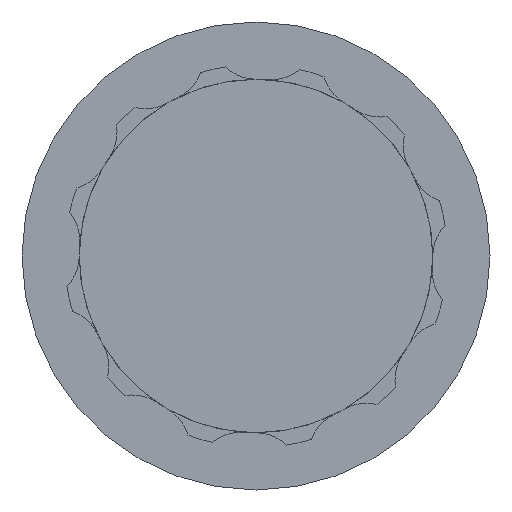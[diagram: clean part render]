
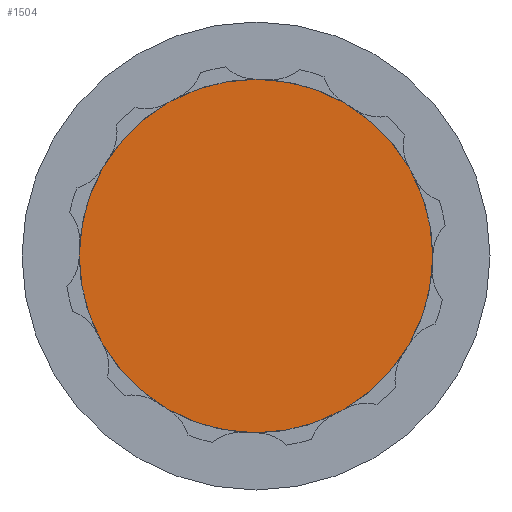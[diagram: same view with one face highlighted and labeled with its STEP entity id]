
A CAD part, front view. The second image highlights one B-rep face of the part: STEP entity #1504.
In plain terms, the highlighted planar face has unit normal (0, -1, 0).
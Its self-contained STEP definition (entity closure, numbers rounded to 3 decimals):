
#1479=CARTESIAN_POINT('POINT95',(30.,80.,0.));
#1480=VERTEX_POINT('VERTEX95',#1479);
#1481=CARTESIAN_POINT('POINT96',(-30.,80.,0.));
#1482=VERTEX_POINT('VERTEX96',#1481);
#1483=CARTESIAN_POINT('POS170',(0.,80.,0.));
#1484=DIRECTION('DIR307',(0.,1.,0.));
#1485=DIRECTION('DIR308',(1.,0.,0.));
#1486=AXIS2_PLACEMENT_3D('AXIS138',#1483,#1484,#1485);
#1487=CIRCLE('ELLIPSE95',#1486,30.);
#1488=EDGE_CURVE('EDGE127',#1480,#1482,#1487,.T.);
#1489=ORIENTED_EDGE('COEDGE219',*,*,#1488,.F.);
#1490=CARTESIAN_POINT('POS171',(0.,80.,0.));
#1491=DIRECTION('DIR309',(0.,1.,0.));
#1492=DIRECTION('DIR310',(-1.,0.,0.));
#1493=AXIS2_PLACEMENT_3D('AXIS139',#1490,#1491,#1492);
#1494=CIRCLE('ELLIPSE96',#1493,30.);
#1495=EDGE_CURVE('EDGE128',#1482,#1480,#1494,.T.);
#1496=ORIENTED_EDGE('COEDGE220',*,*,#1495,.F.);
#1497=EDGE_LOOP('NONE',(#1489,#1496));
#1498=FACE_BOUND('LOOP1',#1497,.T.);
#1499=CARTESIAN_POINT('POS172',(0.,80.,0.));
#1500=DIRECTION('DIR311',(0.,1.,0.));
#1501=DIRECTION('DIR312',(1.,0.,0.));
#1502=AXIS2_PLACEMENT_3D('AXIS140',#1499,#1500,#1501);
#1503=PLANE('PLANE24',#1502);
#1504=ADVANCED_FACE('FACE44',(#1498),#1503,.F.);
